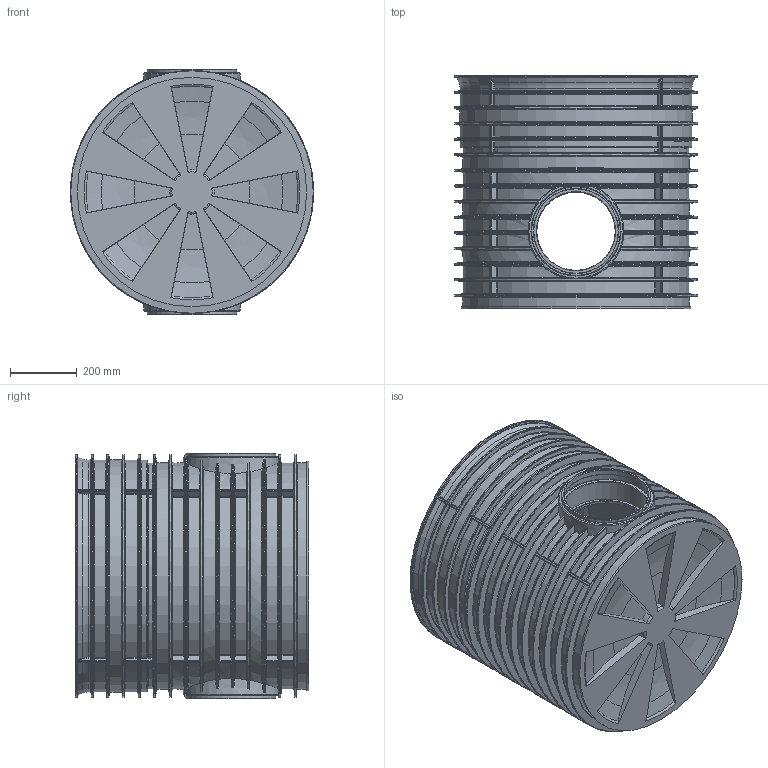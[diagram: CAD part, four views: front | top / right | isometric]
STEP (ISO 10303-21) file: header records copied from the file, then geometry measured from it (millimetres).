
FILE_DESCRIPTION(/* description */ (''),/* implementation_level */ '2;1');
FILE_NAME(/* name */ '661040z.stp',/* time_stamp */ '2025-01-08T10:23:04+01:00',/* author */ ('corinna'),/* organization */ (''),/* preprocessor_version */ 'ST-DEVELOPER v20',/* originating_system */ 'Autodesk Inventor 2024',/* authorisation */ '');
FILE_SCHEMA (('AUTOMOTIVE_DESIGN { 1 0 10303 214 3 1 1 }'));
Length unit declared in the file: millimetre
Products named in the file (3): 661040z; 661040 Schacht DN600 Boden; 661040 Schachtboden DN600 Grundkörper
Assembly tree (2 placements, depth 2):
  661040z
    661040 Schacht DN600 Boden
    661040 Schachtboden DN600 Grundkörper
Bounding box: 731 x 702 x 739 mm (x, y, z)
Volume: 30915055.2 mm3; surface area: 6634792.2 mm2
Topology: 2 solids, 6 shells, 1617 faces, 3944 edges, 2198 vertices
Faces by surface type: bspline 567, cylinder 299, torus 281, plane 172, sphere 160, cone 138
Full cylindrical faces by diameter (mm): 120 x1, 185 x1, 200 x1, 236 x1, 254 x4, 269 x2, 274 x2, 640 x1, 650 x1, 666 x2, 681 x2, 685 x1, 690 x1, 700 x1, 731 x4
Entity records: 65013 total; most frequent: CARTESIAN_POINT 31619, ORIENTED_EDGE 7560, DIRECTION 6094, EDGE_CURVE 3780, AXIS2_PLACEMENT_3D 2750, VERTEX_POINT 2198, CIRCLE 1675, EDGE_LOOP 1660
